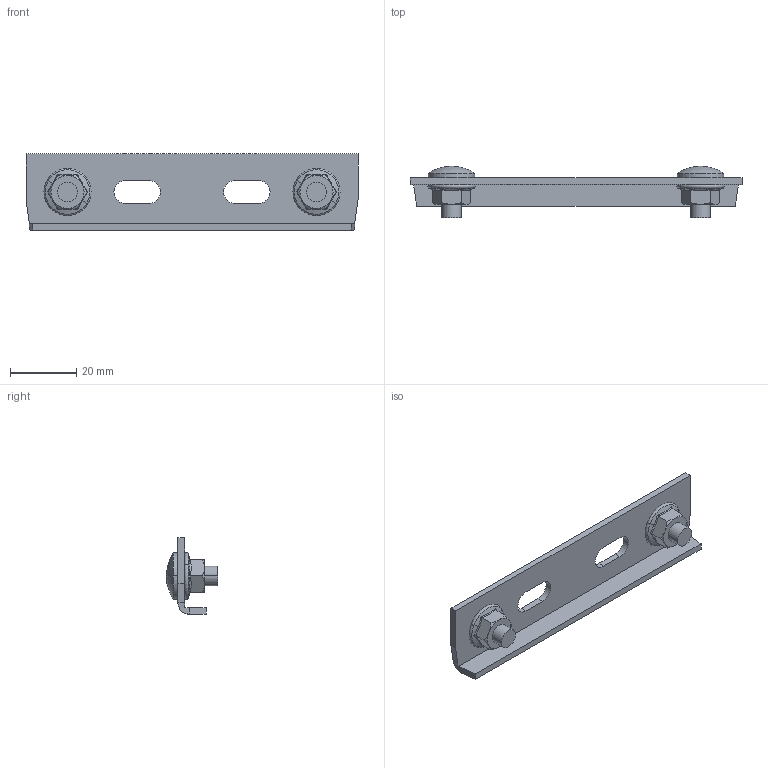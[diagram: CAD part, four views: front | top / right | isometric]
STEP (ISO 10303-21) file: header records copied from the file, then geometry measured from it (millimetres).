
FILE_DESCRIPTION (( 'STEP AP214' ), '1' );
FILE_NAME ('6066242_KSTP1.stp', '2025-10-17T09:45:07', ( '' ), ( '' ), 'SwSTEP 2.0', 'SolidWorks 2024', '' );
FILE_SCHEMA (( 'AUTOMOTIVE_DESIGN' ));
Length unit declared in the file: millimetre
Products named in the file (4): 6066242_KSTP1; KTS 14.001-017_M8x25-; KTS 20.003-012_Standard; 009561_Hexagon Flange Nut DIN 6923 - M6 - C
Assembly tree (5 placements, depth 2):
  6066242_KSTP1
    KTS 20.003-012_Standard
    009561_Hexagon Flange Nut DIN 6923 - M6 - C  x2
    KTS 14.001-017_M8x25-  x2
Bounding box: 100 x 15.5 x 23 mm (x, y, z)
Volume: 7415.1 mm3; surface area: 8165.7 mm2
Topology: 5 solids, 5 shells, 123 faces, 281 edges, 172 vertices
Faces by surface type: plane 50, cylinder 27, cone 24, bspline 14, torus 4, sphere 4
Entity records: 2636 total; most frequent: CARTESIAN_POINT 758, ORIENTED_EDGE 370, DIRECTION 351, EDGE_CURVE 185, AXIS2_PLACEMENT_3D 130, VERTEX_POINT 115, VECTOR 91, LINE 91
